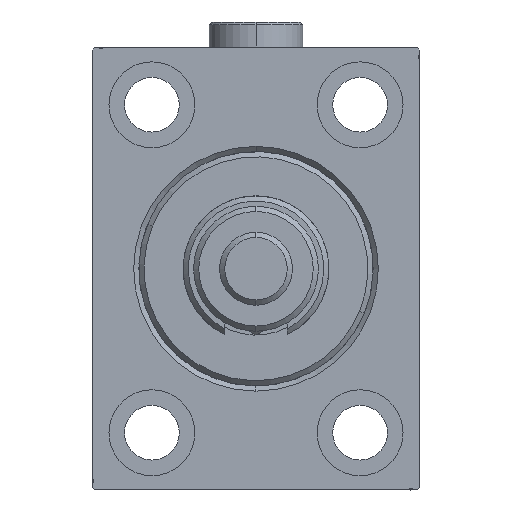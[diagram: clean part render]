
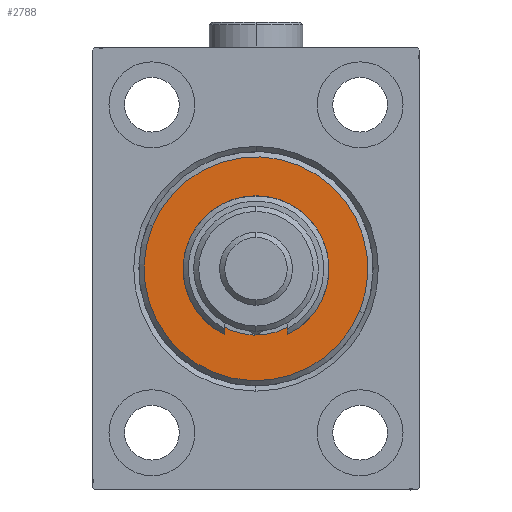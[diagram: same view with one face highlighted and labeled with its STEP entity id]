
A CAD part, left-side view. The second image highlights one B-rep face of the part: STEP entity #2788.
In plain terms, the highlighted face is planar.
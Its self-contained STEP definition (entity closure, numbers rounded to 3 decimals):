
#825 = VERTEX_POINT ( 'NONE', #29708 ) ;
#2788 = ADVANCED_FACE ( 'NONE', ( #24917, #32680 ), #36321, .T. ) ;
#3443 = CIRCLE ( 'NONE', #43004, 21.5 ) ;
#3922 = EDGE_LOOP ( 'NONE', ( #13501, #27354 ) ) ;
#7134 = CARTESIAN_POINT ( 'NONE',  ( 3., 0., 0. ) ) ;
#7390 = ORIENTED_EDGE ( 'NONE', *, *, #16712, .T. ) ;
#8427 = VERTEX_POINT ( 'NONE', #23012 ) ;
#9857 = AXIS2_PLACEMENT_3D ( 'NONE', #7134, #43581, #10320 ) ;
#10320 = DIRECTION ( 'NONE',  ( 0., 0., -1. ) ) ;
#11088 = CARTESIAN_POINT ( 'NONE',  ( 3., 0., 0. ) ) ;
#13501 = ORIENTED_EDGE ( 'NONE', *, *, #40439, .T. ) ;
#13604 = CARTESIAN_POINT ( 'NONE',  ( 3., 0., 0. ) ) ;
#13846 = DIRECTION ( 'NONE',  ( -1., 0., 0. ) ) ;
#14848 = EDGE_LOOP ( 'NONE', ( #25093, #7390 ) ) ;
#15706 = CIRCLE ( 'NONE', #21156, 12.75 ) ;
#16343 = AXIS2_PLACEMENT_3D ( 'NONE', #27913, #24019, #38835 ) ;
#16483 = CARTESIAN_POINT ( 'NONE',  ( 3., 0., -12.75 ) ) ;
#16712 = EDGE_CURVE ( 'NONE', #28166, #825, #15706, .T. ) ;
#17678 = VERTEX_POINT ( 'NONE', #43457 ) ;
#19221 = DIRECTION ( 'NONE',  ( 0., 0., -1. ) ) ;
#20863 = AXIS2_PLACEMENT_3D ( 'NONE', #11088, #25410, #25895 ) ;
#21156 = AXIS2_PLACEMENT_3D ( 'NONE', #13604, #13846, #47594 ) ;
#23012 = CARTESIAN_POINT ( 'NONE',  ( 3., 0., -21.5 ) ) ;
#24019 = DIRECTION ( 'NONE',  ( 1., 0., 0. ) ) ;
#24586 = EDGE_CURVE ( 'NONE', #8427, #17678, #3443, .T. ) ;
#24917 = FACE_OUTER_BOUND ( 'NONE', #3922, .T. ) ;
#25093 = ORIENTED_EDGE ( 'NONE', *, *, #32180, .T. ) ;
#25410 = DIRECTION ( 'NONE',  ( 1., 0., 0. ) ) ;
#25895 = DIRECTION ( 'NONE',  ( 0., 0., -1. ) ) ;
#27354 = ORIENTED_EDGE ( 'NONE', *, *, #24586, .T. ) ;
#27913 = CARTESIAN_POINT ( 'NONE',  ( 3., 0., 0. ) ) ;
#28166 = VERTEX_POINT ( 'NONE', #16483 ) ;
#29708 = CARTESIAN_POINT ( 'NONE',  ( 3., 0., 12.75 ) ) ;
#30788 = CIRCLE ( 'NONE', #9857, 12.75 ) ;
#32180 = EDGE_CURVE ( 'NONE', #825, #28166, #30788, .T. ) ;
#32680 = FACE_BOUND ( 'NONE', #14848, .T. ) ;
#33796 = DIRECTION ( 'NONE',  ( 1., 0., 0. ) ) ;
#36321 = PLANE ( 'NONE',  #16343 ) ;
#37681 = CARTESIAN_POINT ( 'NONE',  ( 3., 0., 0. ) ) ;
#38835 = DIRECTION ( 'NONE',  ( 0., 0., -1. ) ) ;
#40439 = EDGE_CURVE ( 'NONE', #17678, #8427, #46491, .T. ) ;
#43004 = AXIS2_PLACEMENT_3D ( 'NONE', #37681, #33796, #19221 ) ;
#43457 = CARTESIAN_POINT ( 'NONE',  ( 3., 0., 21.5 ) ) ;
#43581 = DIRECTION ( 'NONE',  ( -1., 0., 0. ) ) ;
#46491 = CIRCLE ( 'NONE', #20863, 21.5 ) ;
#47594 = DIRECTION ( 'NONE',  ( 0., 0., -1. ) ) ;
